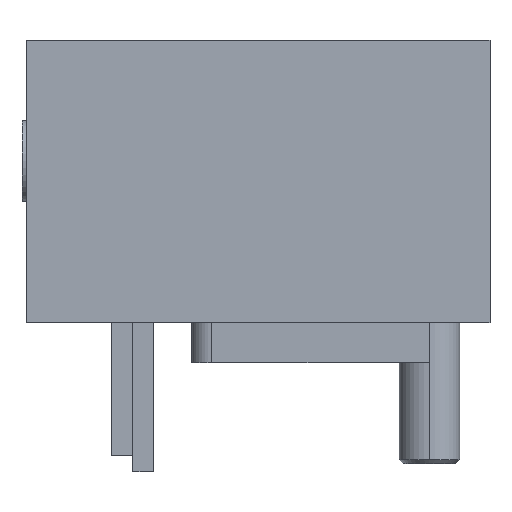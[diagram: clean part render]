
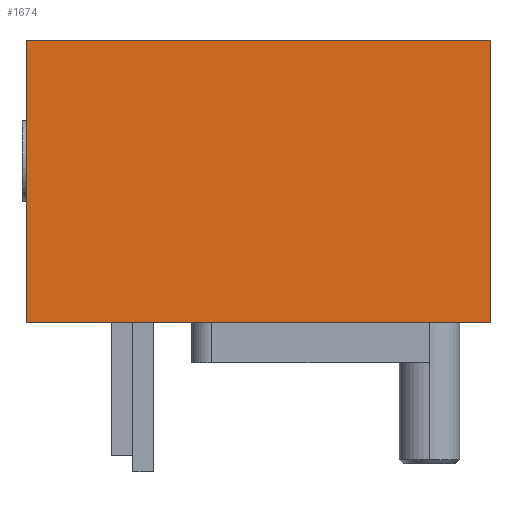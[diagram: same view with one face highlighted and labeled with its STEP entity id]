
A CAD part, front view. The second image highlights one B-rep face of the part: STEP entity #1674.
In plain terms, the highlighted planar face has unit normal (0, -1, 0).
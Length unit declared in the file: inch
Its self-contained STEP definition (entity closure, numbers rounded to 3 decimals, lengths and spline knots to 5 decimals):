
#216 = VERTEX_POINT ( 'NONE', #1908 ) ;
#225 = VECTOR ( 'NONE', #2803, 39.37008 ) ;
#265 = CARTESIAN_POINT ( 'NONE',  ( 0., -0.17717, 0.11811 ) ) ;
#268 = AXIS2_PLACEMENT_3D ( 'NONE', #732, #1673, #2816 ) ;
#303 = ORIENTED_EDGE ( 'NONE', *, *, #2348, .T. ) ;
#323 = CARTESIAN_POINT ( 'NONE',  ( -0.45276, -0.17717, 0.11811 ) ) ;
#732 = CARTESIAN_POINT ( 'NONE',  ( -0.45276, -0.17717, 0.11811 ) ) ;
#762 = ORIENTED_EDGE ( 'NONE', *, *, #1141, .F. ) ;
#1141 = EDGE_CURVE ( 'NONE', #2010, #1188, #2793, .T. ) ;
#1188 = VERTEX_POINT ( 'NONE', #2548 ) ;
#1217 = FACE_OUTER_BOUND ( 'NONE', #2583, .T. ) ;
#1256 = LINE ( 'NONE', #323, #1565 ) ;
#1444 = PLANE ( 'NONE',  #268 ) ;
#1565 = VECTOR ( 'NONE', #2141, 39.37008 ) ;
#1673 = DIRECTION ( 'NONE',  ( 0., -1., 0. ) ) ;
#1674 = ADVANCED_FACE ( 'NONE', ( #1217 ), #1444, .T. ) ;
#1843 = VERTEX_POINT ( 'NONE', #2261 ) ;
#1908 = CARTESIAN_POINT ( 'NONE',  ( -0.45276, -0.17717, -0.15748 ) ) ;
#1944 = VECTOR ( 'NONE', #2103, 39.37008 ) ;
#2010 = VERTEX_POINT ( 'NONE', #2343 ) ;
#2100 = CARTESIAN_POINT ( 'NONE',  ( -0.45276, -0.17717, 0.11811 ) ) ;
#2103 = DIRECTION ( 'NONE',  ( 0., 0., -1. ) ) ;
#2119 = ORIENTED_EDGE ( 'NONE', *, *, #2585, .F. ) ;
#2141 = DIRECTION ( 'NONE',  ( 1., 0., 0. ) ) ;
#2246 = DIRECTION ( 'NONE',  ( 1., 0., 0. ) ) ;
#2261 = CARTESIAN_POINT ( 'NONE',  ( -0.45276, -0.17717, 0.11811 ) ) ;
#2308 = LINE ( 'NONE', #2100, #225 ) ;
#2343 = CARTESIAN_POINT ( 'NONE',  ( 0., -0.17717, 0.11811 ) ) ;
#2348 = EDGE_CURVE ( 'NONE', #216, #1188, #2694, .T. ) ;
#2486 = CARTESIAN_POINT ( 'NONE',  ( -0.45276, -0.17717, -0.15748 ) ) ;
#2494 = EDGE_CURVE ( 'NONE', #1843, #216, #2308, .T. ) ;
#2548 = CARTESIAN_POINT ( 'NONE',  ( 0., -0.17717, -0.15748 ) ) ;
#2583 = EDGE_LOOP ( 'NONE', ( #762, #2119, #2787, #303 ) ) ;
#2585 = EDGE_CURVE ( 'NONE', #1843, #2010, #1256, .T. ) ;
#2694 = LINE ( 'NONE', #2486, #2968 ) ;
#2787 = ORIENTED_EDGE ( 'NONE', *, *, #2494, .T. ) ;
#2793 = LINE ( 'NONE', #265, #1944 ) ;
#2803 = DIRECTION ( 'NONE',  ( 0., 0., -1. ) ) ;
#2816 = DIRECTION ( 'NONE',  ( 0., 0., -1. ) ) ;
#2968 = VECTOR ( 'NONE', #2246, 39.37008 ) ;
